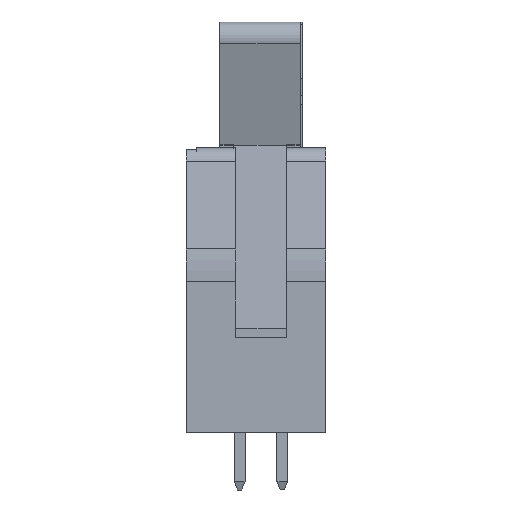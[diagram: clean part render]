
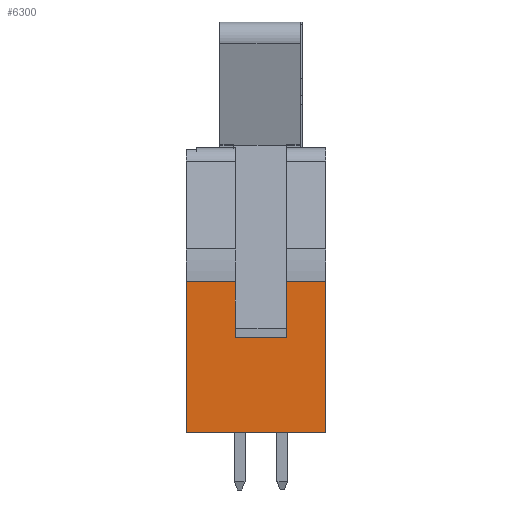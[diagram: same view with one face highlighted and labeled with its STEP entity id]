
A CAD part, left-side view. The second image highlights one B-rep face of the part: STEP entity #6300.
In plain terms, the highlighted planar face has unit normal (-1, 0, 0).
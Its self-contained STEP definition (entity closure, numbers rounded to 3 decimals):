
#828=ORIENTED_EDGE('',*,*,#2526,.T.);
#829=ORIENTED_EDGE('',*,*,#2449,.T.);
#830=ORIENTED_EDGE('',*,*,#2483,.F.);
#831=ORIENTED_EDGE('',*,*,#2400,.F.);
#832=ORIENTED_EDGE('',*,*,#2054,.T.);
#833=ORIENTED_EDGE('',*,*,#2527,.T.);
#834=ORIENTED_EDGE('',*,*,#2528,.F.);
#835=ORIENTED_EDGE('',*,*,#2529,.F.);
#2054=EDGE_CURVE('',#2965,#2964,#3568,.T.);
#2400=EDGE_CURVE('',#2965,#3273,#3886,.T.);
#2449=EDGE_CURVE('',#3307,#3308,#3927,.T.);
#2483=EDGE_CURVE('',#3273,#3308,#3954,.T.);
#2526=EDGE_CURVE('',#3350,#3307,#3994,.T.);
#2527=EDGE_CURVE('',#2964,#3351,#3995,.T.);
#2528=EDGE_CURVE('',#3352,#3351,#3996,.T.);
#2529=EDGE_CURVE('',#3350,#3352,#3997,.T.);
#2964=VERTEX_POINT('',#8608);
#2965=VERTEX_POINT('',#8610);
#3273=VERTEX_POINT('',#9317);
#3307=VERTEX_POINT('',#9410);
#3308=VERTEX_POINT('',#9412);
#3350=VERTEX_POINT('',#9556);
#3351=VERTEX_POINT('',#9558);
#3352=VERTEX_POINT('',#9560);
#3568=LINE('',#8609,#4411);
#3886=LINE('',#9316,#4729);
#3927=LINE('',#9413,#4770);
#3954=LINE('',#9475,#4797);
#3994=LINE('',#9555,#4837);
#3995=LINE('',#9557,#4838);
#3996=LINE('',#9559,#4839);
#3997=LINE('',#9561,#4840);
#4411=VECTOR('',#6968,1000.);
#4729=VECTOR('',#7448,1000.);
#4770=VECTOR('',#7529,1000.);
#4797=VECTOR('',#7588,1000.);
#4837=VECTOR('',#7664,1000.);
#4838=VECTOR('',#7665,1000.);
#4839=VECTOR('',#7666,1000.);
#4840=VECTOR('',#7667,1000.);
#5340=EDGE_LOOP('',(#828,#829,#830,#831,#832,#833,#834,#835));
#5691=FACE_BOUND('',#5340,.T.);
#6016=PLANE('',#6686);
#6300=ADVANCED_FACE('',(#5691),#6016,.T.);
#6686=AXIS2_PLACEMENT_3D('',#9554,#7662,#7663);
#6968=DIRECTION('',(0.,0.,1.));
#7448=DIRECTION('',(0.,1.,0.));
#7529=DIRECTION('',(0.,1.,0.));
#7588=DIRECTION('',(0.,0.,1.));
#7662=DIRECTION('',(-1.,0.,0.));
#7663=DIRECTION('',(0.,0.,1.));
#7664=DIRECTION('',(0.,0.,1.));
#7665=DIRECTION('',(0.,1.,0.));
#7666=DIRECTION('',(0.,0.,1.));
#7667=DIRECTION('',(0.,-1.,0.));
#8608=CARTESIAN_POINT('',(-22.45,-4.15,4.01));
#8609=CARTESIAN_POINT('',(-22.45,-4.15,-5.));
#8610=CARTESIAN_POINT('',(-22.45,-4.15,-5.));
#9316=CARTESIAN_POINT('',(-22.45,-4.15,-5.));
#9317=CARTESIAN_POINT('',(-22.45,4.15,-5.));
#9410=CARTESIAN_POINT('',(-22.45,1.225,4.01));
#9412=CARTESIAN_POINT('',(-22.45,4.15,4.01));
#9413=CARTESIAN_POINT('',(-22.45,-4.15,4.01));
#9475=CARTESIAN_POINT('',(-22.45,4.15,-5.));
#9554=CARTESIAN_POINT('',(-22.45,-4.15,-5.));
#9555=CARTESIAN_POINT('',(-22.45,1.225,0.7));
#9556=CARTESIAN_POINT('',(-22.45,1.225,0.7));
#9557=CARTESIAN_POINT('',(-22.45,-4.15,4.01));
#9558=CARTESIAN_POINT('',(-22.45,-1.825,4.01));
#9559=CARTESIAN_POINT('',(-22.45,-1.825,0.7));
#9560=CARTESIAN_POINT('',(-22.45,-1.825,0.7));
#9561=CARTESIAN_POINT('',(-22.45,1.225,0.7));
